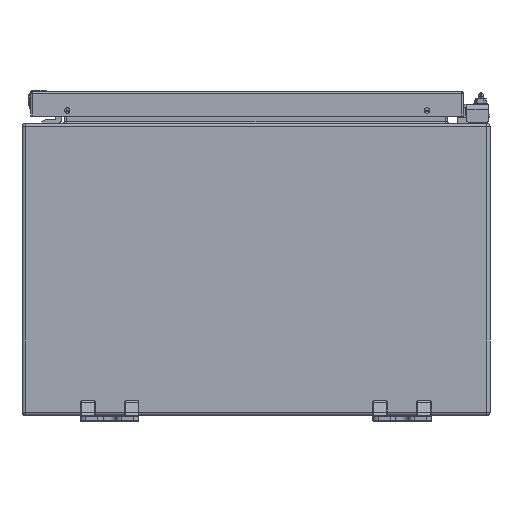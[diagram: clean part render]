
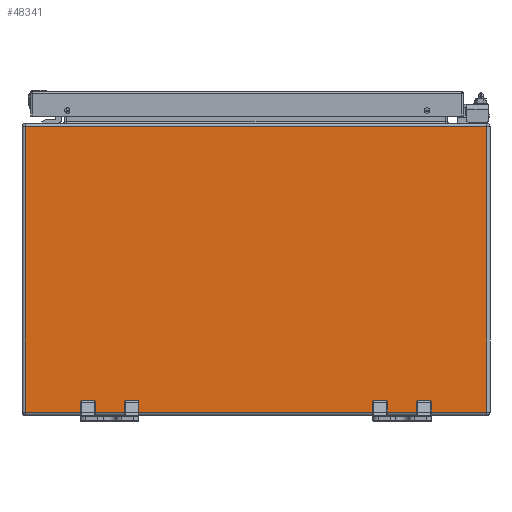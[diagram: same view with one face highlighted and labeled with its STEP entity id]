
A CAD part, front view. The second image highlights one B-rep face of the part: STEP entity #48341.
In plain terms, the highlighted planar face has unit normal (0, -1, 0).
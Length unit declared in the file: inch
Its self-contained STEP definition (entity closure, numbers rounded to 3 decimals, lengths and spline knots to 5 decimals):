
#694 = VECTOR ( 'NONE', #7386, 39.37008 ) ;
#1871 = LINE ( 'NONE', #17743, #694 ) ;
#2408 = VERTEX_POINT ( 'NONE', #52277 ) ;
#5594 = EDGE_LOOP ( 'NONE', ( #42261, #60304, #16363, #6851 ) ) ;
#6773 = VERTEX_POINT ( 'NONE', #63486 ) ;
#6851 = ORIENTED_EDGE ( 'NONE', *, *, #20852, .T. ) ;
#7386 = DIRECTION ( 'NONE',  ( 1., 0., 0. ) ) ;
#9459 = CARTESIAN_POINT ( 'NONE',  ( -8., -10., 5. ) ) ;
#10982 = EDGE_CURVE ( 'NONE', #6773, #2408, #52077, .T. ) ;
#12563 = LINE ( 'NONE', #22283, #53774 ) ;
#13040 = LINE ( 'NONE', #32781, #16677 ) ;
#16363 = ORIENTED_EDGE ( 'NONE', *, *, #10982, .T. ) ;
#16677 = VECTOR ( 'NONE', #52528, 39.37008 ) ;
#17743 = CARTESIAN_POINT ( 'NONE',  ( 8., -10., -4.88189 ) ) ;
#19101 = VERTEX_POINT ( 'NONE', #45099 ) ;
#20852 = EDGE_CURVE ( 'NONE', #2408, #19101, #12563, .T. ) ;
#22283 = CARTESIAN_POINT ( 'NONE',  ( -8., -10., 4.88189 ) ) ;
#26476 = DIRECTION ( 'NONE',  ( 0., 0., 1. ) ) ;
#27103 = EDGE_CURVE ( 'NONE', #19101, #32861, #13040, .T. ) ;
#28070 = DIRECTION ( 'NONE',  ( -1., 0., 0. ) ) ;
#29783 = DIRECTION ( 'NONE',  ( 0., 0., 1. ) ) ;
#32781 = CARTESIAN_POINT ( 'NONE',  ( -7.88189, -10., 5. ) ) ;
#32861 = VERTEX_POINT ( 'NONE', #61619 ) ;
#38222 = EDGE_CURVE ( 'NONE', #32861, #6773, #1871, .T. ) ;
#38306 = VECTOR ( 'NONE', #26476, 39.37008 ) ;
#41697 = CARTESIAN_POINT ( 'NONE',  ( 7.88189, -10., 5. ) ) ;
#42261 = ORIENTED_EDGE ( 'NONE', *, *, #27103, .T. ) ;
#45029 = DIRECTION ( 'NONE',  ( 0., 1., 0. ) ) ;
#45099 = CARTESIAN_POINT ( 'NONE',  ( -7.88189, -10., 4.88189 ) ) ;
#48341 = ADVANCED_FACE ( 'NONE', ( #54401 ), #53783, .F. ) ;
#48971 = AXIS2_PLACEMENT_3D ( 'NONE', #9459, #45029, #29783 ) ;
#52077 = LINE ( 'NONE', #41697, #38306 ) ;
#52277 = CARTESIAN_POINT ( 'NONE',  ( 7.88189, -10., 4.88189 ) ) ;
#52528 = DIRECTION ( 'NONE',  ( 0., 0., -1. ) ) ;
#53774 = VECTOR ( 'NONE', #28070, 39.37008 ) ;
#53783 = PLANE ( 'NONE',  #48971 ) ;
#54401 = FACE_OUTER_BOUND ( 'NONE', #5594, .T. ) ;
#60304 = ORIENTED_EDGE ( 'NONE', *, *, #38222, .T. ) ;
#61619 = CARTESIAN_POINT ( 'NONE',  ( -7.88189, -10., -4.88189 ) ) ;
#63486 = CARTESIAN_POINT ( 'NONE',  ( 7.88189, -10., -4.88189 ) ) ;
